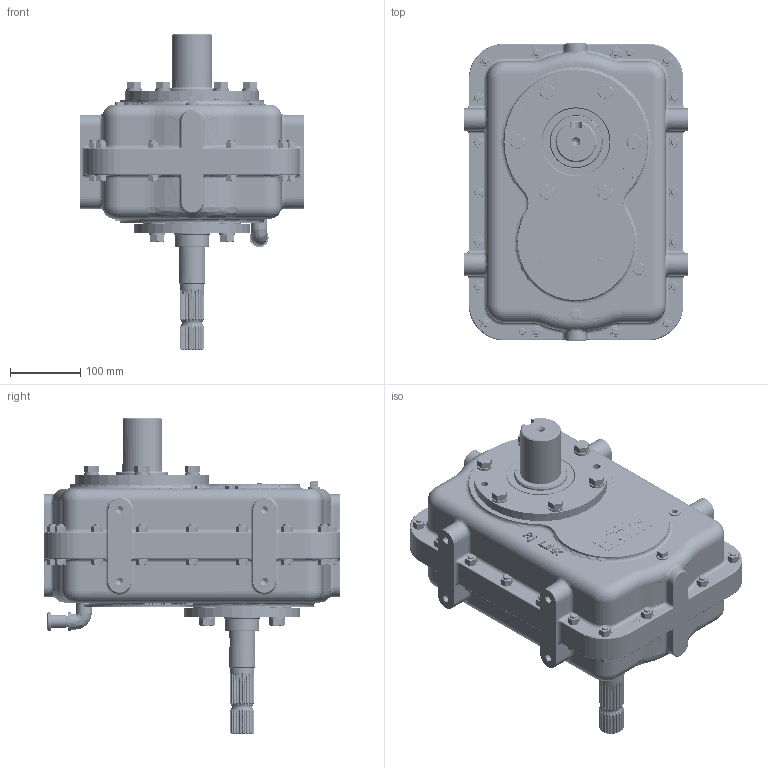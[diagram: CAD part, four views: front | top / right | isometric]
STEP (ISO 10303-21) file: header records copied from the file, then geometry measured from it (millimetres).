
FILE_DESCRIPTION (( 'STEP AP214' ), '1' );
FILE_NAME ('D190A215002.STEP', '2017-09-07T13:07:12', ( 'MikeMihajlovic' ), ( 'Microsoft' ), 'SwSTEP 2.0', 'SolidWorks 2017', '' );
FILE_SCHEMA (( 'AUTOMOTIVE_DESIGN' ));
Length unit declared in the file: inch
Products named in the file (27): LWZ_50_19; OS2_938X3_751-2_4; D190003_1; SHK22220_4; DS90081A106_47; SHK22207_4; NP266409-1_40; SHK22205_4; PPSQM_38-18_4; D190001C; HHCSZ_38-16X2_00_1; DWL_38X1_50_11; HNZ_38-16_16; D190030; LWZ_38_43; D190001H; PPSKG_38-18_23; AV313650_20; D190A215002; STEL_38NPT90_6; OS2_000X2_623-2_1; D190012; SHK21820_4; SHK21807_4; SHK21805_4; D190031; HHCSZ_50-13X1_25_13
Assembly tree (106 placements, depth 2):
  D190A215002
    D190001H
    D190030
    DWL_38X1_50_11  x2
    D190001C
    SHK22205_4  x3
    SHK22207_4  x3
    SHK22220_4
    D190003_1
    OS2_938X3_751-2_4
    LWZ_50_19  x10
    HHCSZ_50-13X1_25_13  x10
    D190031
    SHK21805_4  x3
    SHK21807_4  x3
    SHK21820_4
    D190012
    OS2_000X2_623-2_1
    STEL_38NPT90_6
    AV313650_20
    PPSKG_38-18_23  x2
    LWZ_38_43  x18
    HNZ_38-16_16  x18
    HHCSZ_38-16X2_00_1  x18
    PPSQM_38-18_4
    NP266409-1_40
    DS90081A106_47  x2
Bounding box: 317.5 x 421.39 x 447.93 mm (x, y, z)
Volume: 748901.2 mm3; surface area: 1627129.8 mm2
Topology: 72 solids, 168 shells, 4126 faces, 10559 edges, 6830 vertices
Faces by surface type: plane 1769, cylinder 1666, cone 303, bspline 270, torus 98, sphere 20
Entity records: 118752 total; most frequent: CARTESIAN_POINT 48152, ORIENTED_EDGE 14484, DIRECTION 14231, EDGE_CURVE 7312, AXIS2_PLACEMENT_3D 5068, VERTEX_POINT 4735, LINE 4095, VECTOR 4095
